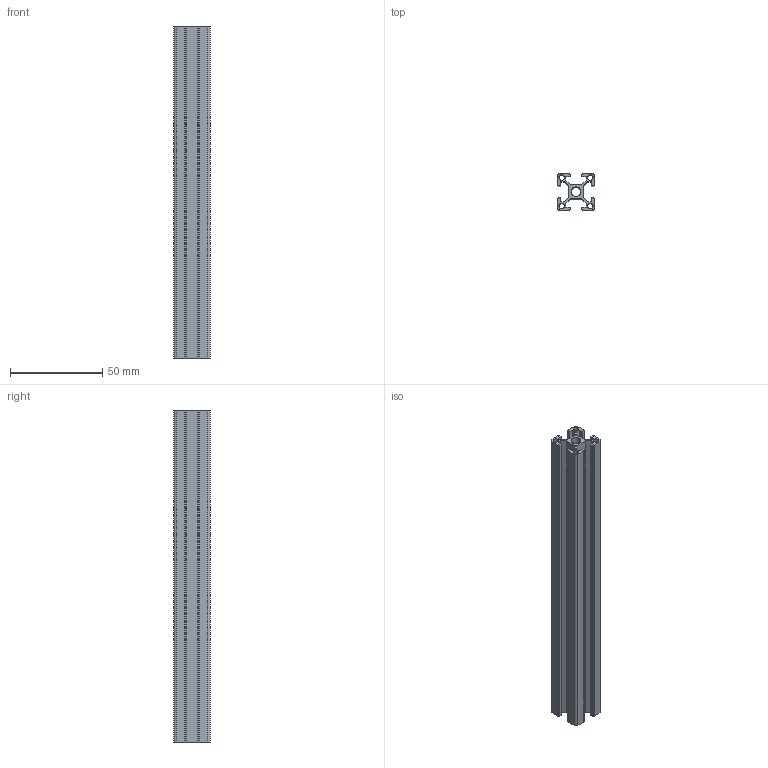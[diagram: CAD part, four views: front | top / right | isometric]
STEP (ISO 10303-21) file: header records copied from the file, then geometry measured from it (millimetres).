
FILE_DESCRIPTION (( 'STEP AP214' ), '1' );
FILE_NAME ('2020欧标铝型材_长180_上底座调面板横梁_两端攻丝M6×10 2个.STEP', '2023-07-18T05:40:42', ( '' ), ( '' ), 'SwSTEP 2.0', 'SolidWorks 2022', '' );
FILE_SCHEMA (( 'AUTOMOTIVE_DESIGN' ));
Length unit declared in the file: millimetre
Products named in the file (1): 2020欧标铝型材_长180_上底座调面板横梁_两端攻丝M6×10 2个
Bounding box: 20 x 20 x 180 mm (x, y, z)
Volume: 23371.5 mm3; surface area: 37573.4 mm2
Topology: 1 solids, 1 shells, 84 faces, 246 edges, 164 vertices
Faces by surface type: plane 62, cylinder 22
Entity records: 3620 total; most frequent: CARTESIAN_POINT 495, ORIENTED_EDGE 492, DIRECTION 460, EDGE_CURVE 246, LINE 202, VECTOR 202, VERTEX_POINT 164, AXIS2_PLACEMENT_3D 129
